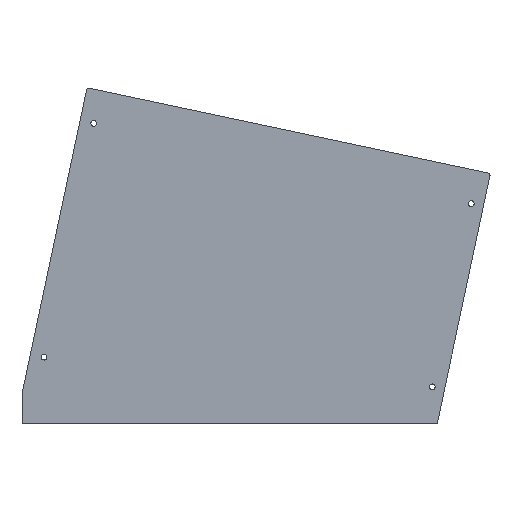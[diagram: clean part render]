
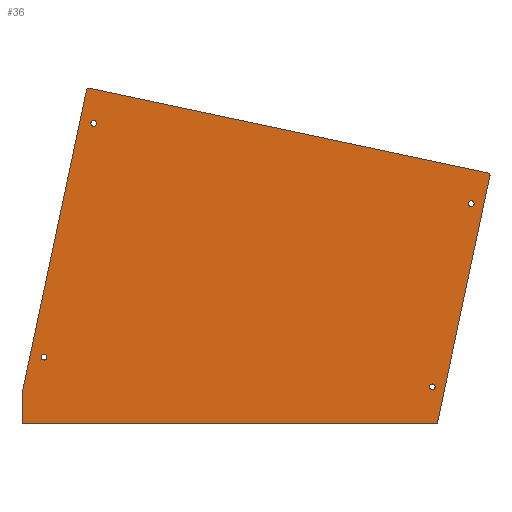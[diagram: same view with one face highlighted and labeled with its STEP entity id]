
A CAD part, left-side view. The second image highlights one B-rep face of the part: STEP entity #36.
In plain terms, the highlighted planar face has unit normal (-1, 0, 0).
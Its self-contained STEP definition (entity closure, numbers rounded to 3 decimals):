
#24=FACE_BOUND('',#77,.T.);
#25=FACE_BOUND('',#78,.T.);
#26=FACE_BOUND('',#79,.T.);
#27=FACE_BOUND('',#80,.T.);
#36=ADVANCED_FACE('',(#56,#24,#25,#26,#27),#395,.T.);
#56=FACE_OUTER_BOUND('',#76,.T.);
#76=EDGE_LOOP('',(#116,#117,#118,#119,#120,#121,#122,#123,#124,#125));
#77=EDGE_LOOP('',(#126,#127));
#78=EDGE_LOOP('',(#128,#129));
#79=EDGE_LOOP('',(#130,#131));
#80=EDGE_LOOP('',(#132,#133));
#116=ORIENTED_EDGE('',*,*,#216,.T.);
#117=ORIENTED_EDGE('',*,*,#228,.T.);
#118=ORIENTED_EDGE('',*,*,#211,.F.);
#119=ORIENTED_EDGE('',*,*,#225,.T.);
#120=ORIENTED_EDGE('',*,*,#214,.F.);
#121=ORIENTED_EDGE('',*,*,#222,.T.);
#122=ORIENTED_EDGE('',*,*,#217,.F.);
#123=ORIENTED_EDGE('',*,*,#235,.T.);
#124=ORIENTED_EDGE('',*,*,#231,.T.);
#125=ORIENTED_EDGE('',*,*,#237,.T.);
#126=ORIENTED_EDGE('',*,*,#238,.T.);
#127=ORIENTED_EDGE('',*,*,#251,.T.);
#128=ORIENTED_EDGE('',*,*,#241,.T.);
#129=ORIENTED_EDGE('',*,*,#254,.T.);
#130=ORIENTED_EDGE('',*,*,#244,.T.);
#131=ORIENTED_EDGE('',*,*,#257,.T.);
#132=ORIENTED_EDGE('',*,*,#247,.T.);
#133=ORIENTED_EDGE('',*,*,#260,.T.);
#211=EDGE_CURVE('',#346,#350,#325,.T.);
#214=EDGE_CURVE('',#342,#348,#328,.T.);
#216=EDGE_CURVE('',#354,#352,#330,.T.);
#217=EDGE_CURVE('',#355,#344,#331,.T.);
#222=EDGE_CURVE('',#342,#344,#270,.T.);
#225=EDGE_CURVE('',#346,#348,#272,.T.);
#228=EDGE_CURVE('',#352,#350,#274,.T.);
#231=EDGE_CURVE('',#361,#360,#339,.T.);
#235=EDGE_CURVE('',#355,#361,#277,.T.);
#237=EDGE_CURVE('',#360,#354,#279,.T.);
#238=EDGE_CURVE('',#362,#370,#280,.T.);
#241=EDGE_CURVE('',#364,#372,#282,.T.);
#244=EDGE_CURVE('',#366,#374,#284,.T.);
#247=EDGE_CURVE('',#368,#376,#286,.T.);
#251=EDGE_CURVE('',#370,#362,#288,.T.);
#254=EDGE_CURVE('',#372,#364,#290,.T.);
#257=EDGE_CURVE('',#374,#366,#292,.T.);
#260=EDGE_CURVE('',#376,#368,#294,.T.);
#270=TRIMMED_CURVE($,#296,(#627),(#628),.T.,.CARTESIAN.);
#272=TRIMMED_CURVE($,#298,(#635),(#636),.T.,.CARTESIAN.);
#274=TRIMMED_CURVE($,#300,(#643),(#644),.T.,.CARTESIAN.);
#277=TRIMMED_CURVE($,#303,(#660),(#661),.T.,.CARTESIAN.);
#279=TRIMMED_CURVE($,#305,(#666),(#667),.T.,.CARTESIAN.);
#280=TRIMMED_CURVE($,#306,(#669),(#670),.T.,.CARTESIAN.);
#282=TRIMMED_CURVE($,#308,(#677),(#678),.T.,.CARTESIAN.);
#284=TRIMMED_CURVE($,#310,(#685),(#686),.T.,.CARTESIAN.);
#286=TRIMMED_CURVE($,#312,(#693),(#694),.T.,.CARTESIAN.);
#288=TRIMMED_CURVE($,#314,(#703),(#704),.T.,.CARTESIAN.);
#290=TRIMMED_CURVE($,#316,(#711),(#712),.T.,.CARTESIAN.);
#292=TRIMMED_CURVE($,#318,(#719),(#720),.T.,.CARTESIAN.);
#294=TRIMMED_CURVE($,#320,(#727),(#728),.T.,.CARTESIAN.);
#296=CIRCLE('',#438,1.5);
#298=CIRCLE('',#440,1.5);
#300=CIRCLE('',#442,1.5);
#303=CIRCLE('',#445,1.5);
#305=CIRCLE('',#447,1.5);
#306=CIRCLE('',#448,2.05);
#308=CIRCLE('',#450,2.05);
#310=CIRCLE('',#452,2.05);
#312=CIRCLE('',#454,2.05);
#314=CIRCLE('',#456,2.05);
#316=CIRCLE('',#458,2.05);
#318=CIRCLE('',#460,2.05);
#320=CIRCLE('',#462,2.05);
#325=B_SPLINE_CURVE_WITH_KNOTS('',1,(#604,#605),.UNSPECIFIED.,.F.,.F.,(2,
2),(1.5,183.055),.UNSPECIFIED.);
#328=B_SPLINE_CURVE_WITH_KNOTS('',1,(#610,#611),.UNSPECIFIED.,.F.,.F.,(2,
2),(1.5,295.384),.UNSPECIFIED.);
#330=B_SPLINE_CURVE_WITH_KNOTS('',1,(#614,#615),.UNSPECIFIED.,.F.,.F.,(2,
2),(6.04,302.303),.UNSPECIFIED.);
#331=B_SPLINE_CURVE_WITH_KNOTS('',1,(#616,#617),.UNSPECIFIED.,.F.,.F.,(2,
2),(21.992,245.88),.UNSPECIFIED.);
#339=B_SPLINE_CURVE_WITH_KNOTS('',1,(#650,#651),.UNSPECIFIED.,.F.,.F.,(2,
2),(-4.485,15.214),.UNSPECIFIED.);
#342=VERTEX_POINT('',#562);
#344=VERTEX_POINT('',#564);
#346=VERTEX_POINT('',#566);
#348=VERTEX_POINT('',#568);
#350=VERTEX_POINT('',#570);
#352=VERTEX_POINT('',#572);
#354=VERTEX_POINT('',#574);
#355=VERTEX_POINT('',#575);
#360=VERTEX_POINT('',#580);
#361=VERTEX_POINT('',#581);
#362=VERTEX_POINT('',#582);
#364=VERTEX_POINT('',#584);
#366=VERTEX_POINT('',#586);
#368=VERTEX_POINT('',#588);
#370=VERTEX_POINT('',#590);
#372=VERTEX_POINT('',#592);
#374=VERTEX_POINT('',#594);
#376=VERTEX_POINT('',#596);
#395=PLANE('',#422);
#422=AXIS2_PLACEMENT_3D('',#546,#471,$);
#438=AXIS2_PLACEMENT_3D($,#626,#487,#488);
#440=AXIS2_PLACEMENT_3D($,#634,#491,#492);
#442=AXIS2_PLACEMENT_3D($,#642,#495,#496);
#445=AXIS2_PLACEMENT_3D($,#659,#501,#502);
#447=AXIS2_PLACEMENT_3D($,#665,#505,#506);
#448=AXIS2_PLACEMENT_3D($,#668,#507,#508);
#450=AXIS2_PLACEMENT_3D($,#676,#511,#512);
#452=AXIS2_PLACEMENT_3D($,#684,#515,#516);
#454=AXIS2_PLACEMENT_3D($,#692,#519,#520);
#456=AXIS2_PLACEMENT_3D($,#702,#523,#524);
#458=AXIS2_PLACEMENT_3D($,#710,#527,#528);
#460=AXIS2_PLACEMENT_3D($,#718,#531,#532);
#462=AXIS2_PLACEMENT_3D($,#726,#535,#536);
#471=DIRECTION('',(-1.,0.,0.));
#487=DIRECTION('',(-1.,0.,0.));
#488=DIRECTION('',(0.,-0.208,0.978));
#491=DIRECTION('',(-1.,0.,0.));
#492=DIRECTION('',(0.,-0.978,-0.208));
#495=DIRECTION('',(-1.,0.,0.));
#496=DIRECTION('',(0.,0.,-1.));
#501=DIRECTION('',(-1.,0.,0.));
#502=DIRECTION('',(0.,0.978,0.208));
#505=DIRECTION('',(-1.,0.,0.));
#506=DIRECTION('',(0.,1.,0.));
#507=DIRECTION('',(1.,0.,0.));
#508=DIRECTION('',(0.,1.,0.));
#511=DIRECTION('',(1.,0.,0.));
#512=DIRECTION('',(0.,1.,0.));
#515=DIRECTION('',(1.,0.,0.));
#516=DIRECTION('',(0.,1.,0.));
#519=DIRECTION('',(1.,0.,0.));
#520=DIRECTION('',(0.,1.,0.));
#523=DIRECTION('',(1.,0.,0.));
#524=DIRECTION('',(0.,-1.,0.));
#527=DIRECTION('',(1.,0.,0.));
#528=DIRECTION('',(0.,-1.,0.));
#531=DIRECTION('',(1.,0.,0.));
#532=DIRECTION('',(0.,-1.,0.));
#535=DIRECTION('',(1.,0.,0.));
#536=DIRECTION('',(0.,-1.,0.));
#546=CARTESIAN_POINT('',(199.,-285.353,199.542));
#562=CARTESIAN_POINT('',(199.,111.635,184.661));
#564=CARTESIAN_POINT('',(199.,113.414,183.506));
#566=CARTESIAN_POINT('',(199.,-176.981,121.775));
#568=CARTESIAN_POINT('',(199.,-175.825,123.554));
#570=CARTESIAN_POINT('',(199.,-139.23,-55.812));
#572=CARTESIAN_POINT('',(199.,-137.763,-57.));
#574=CARTESIAN_POINT('',(199.,158.5,-57.));
#575=CARTESIAN_POINT('',(199.,159.967,-35.489));
#580=CARTESIAN_POINT('',(199.,160.,-55.5));
#581=CARTESIAN_POINT('',(199.,160.,-35.801));
#582=CARTESIAN_POINT('',(199.,-161.427,101.535));
#584=CARTESIAN_POINT('',(199.,-133.389,-30.364));
#586=CARTESIAN_POINT('',(199.,146.165,-9.011));
#588=CARTESIAN_POINT('',(199.,110.383,159.315));
#590=CARTESIAN_POINT('',(199.,-165.527,101.535));
#592=CARTESIAN_POINT('',(199.,-137.489,-30.364));
#594=CARTESIAN_POINT('',(199.,142.065,-9.011));
#596=CARTESIAN_POINT('',(199.,106.283,159.315));
#604=CARTESIAN_POINT('',(199.,-176.981,121.775));
#605=CARTESIAN_POINT('',(199.,-139.23,-55.812));
#610=CARTESIAN_POINT('',(199.,111.635,184.661));
#611=CARTESIAN_POINT('',(199.,-175.825,123.554));
#614=CARTESIAN_POINT('',(199.,158.5,-57.));
#615=CARTESIAN_POINT('',(199.,-137.763,-57.));
#616=CARTESIAN_POINT('',(199.,159.967,-35.489));
#617=CARTESIAN_POINT('',(199.,113.414,183.506));
#626=CARTESIAN_POINT('',(199.,111.947,183.194));
#627=CARTESIAN_POINT('',(199.,111.635,184.661));
#628=CARTESIAN_POINT('',(199.,113.414,183.506));
#634=CARTESIAN_POINT('',(199.,-175.514,122.087));
#635=CARTESIAN_POINT('',(199.,-176.981,121.775));
#636=CARTESIAN_POINT('',(199.,-175.825,123.554));
#642=CARTESIAN_POINT('',(199.,-137.763,-55.5));
#643=CARTESIAN_POINT('',(199.,-137.763,-57.));
#644=CARTESIAN_POINT('',(199.,-139.23,-55.812));
#650=CARTESIAN_POINT('',(199.,160.,-35.801));
#651=CARTESIAN_POINT('',(199.,160.,-55.5));
#659=CARTESIAN_POINT('',(199.,158.5,-35.801));
#660=CARTESIAN_POINT('',(199.,159.967,-35.489));
#661=CARTESIAN_POINT('',(199.,160.,-35.801));
#665=CARTESIAN_POINT('',(199.,158.5,-55.5));
#666=CARTESIAN_POINT('',(199.,160.,-55.5));
#667=CARTESIAN_POINT('',(199.,158.5,-57.));
#668=CARTESIAN_POINT('',(199.,-163.477,101.535));
#669=CARTESIAN_POINT('',(199.,-161.427,101.535));
#670=CARTESIAN_POINT('',(199.,-165.527,101.535));
#676=CARTESIAN_POINT('',(199.,-135.439,-30.364));
#677=CARTESIAN_POINT('',(199.,-133.389,-30.364));
#678=CARTESIAN_POINT('',(199.,-137.489,-30.364));
#684=CARTESIAN_POINT('',(199.,144.115,-9.011));
#685=CARTESIAN_POINT('',(199.,146.165,-9.011));
#686=CARTESIAN_POINT('',(199.,142.065,-9.011));
#692=CARTESIAN_POINT('',(199.,108.333,159.315));
#693=CARTESIAN_POINT('',(199.,110.383,159.315));
#694=CARTESIAN_POINT('',(199.,106.283,159.315));
#702=CARTESIAN_POINT('',(199.,-163.477,101.535));
#703=CARTESIAN_POINT('',(199.,-165.527,101.535));
#704=CARTESIAN_POINT('',(199.,-161.427,101.535));
#710=CARTESIAN_POINT('',(199.,-135.439,-30.364));
#711=CARTESIAN_POINT('',(199.,-137.489,-30.364));
#712=CARTESIAN_POINT('',(199.,-133.389,-30.364));
#718=CARTESIAN_POINT('',(199.,144.115,-9.011));
#719=CARTESIAN_POINT('',(199.,142.065,-9.011));
#720=CARTESIAN_POINT('',(199.,146.165,-9.011));
#726=CARTESIAN_POINT('',(199.,108.333,159.315));
#727=CARTESIAN_POINT('',(199.,106.283,159.315));
#728=CARTESIAN_POINT('',(199.,110.383,159.315));
